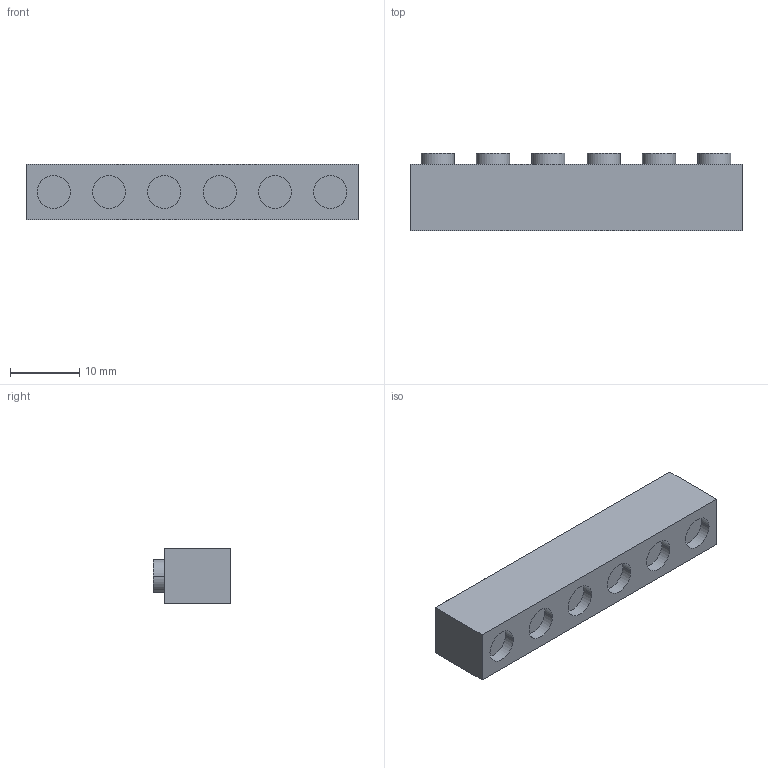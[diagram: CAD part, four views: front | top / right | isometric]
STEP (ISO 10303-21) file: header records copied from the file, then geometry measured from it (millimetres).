
FILE_DESCRIPTION(('STEP AP242'),'1');
FILE_NAME('lego1x6_white.stp','2023-05-04T13:26:58',('TraceParts'),('TraceParts S.A.'),'Spatial InterOp 3D',' ',' ');
FILE_SCHEMA(('AP242_MANAGED_MODEL_BASED_3D_ENGINEERING_MIM_LF {1 0 10303 442 1 1 4}'));
Length unit declared in the file: millimetre
Products named in the file (1): lego1x6_white
Bounding box: 48 x 11.2 x 8 mm (x, y, z)
Volume: 3686.4 mm3; surface area: 2132.7 mm2
Topology: 1 solids, 1 shells, 42 faces, 84 edges, 56 vertices
Faces by surface type: cylinder 24, plane 18
Entity records: 1468 total; most frequent: DIRECTION 218, CARTESIAN_POINT 183, ORIENTED_EDGE 168, AXIS2_PLACEMENT_3D 91, EDGE_CURVE 84, VERTEX_POINT 56, EDGE_LOOP 54, CIRCLE 48
